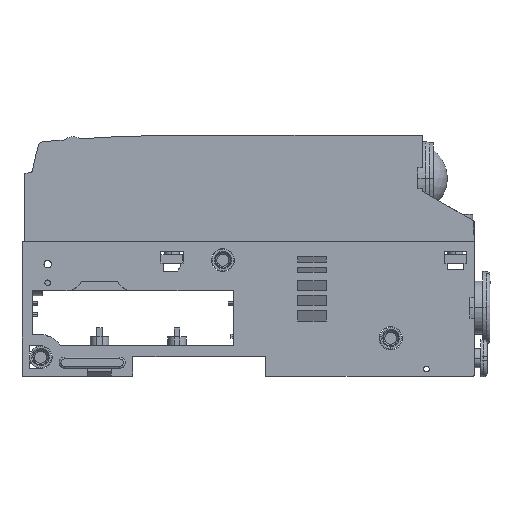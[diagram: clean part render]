
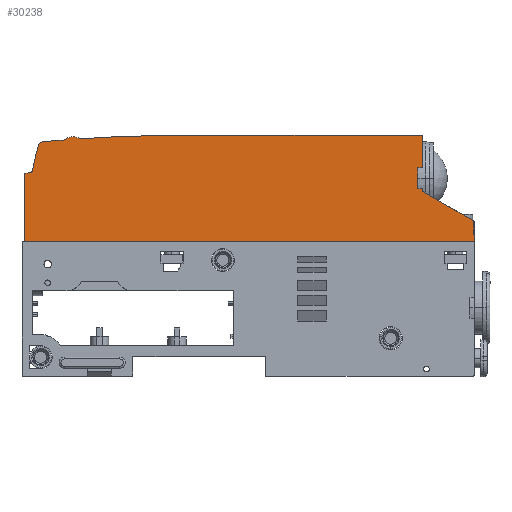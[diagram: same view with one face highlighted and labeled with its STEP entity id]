
A CAD part, top view. The second image highlights one B-rep face of the part: STEP entity #30238.
In plain terms, the highlighted planar face has unit normal (0, 0, 1).
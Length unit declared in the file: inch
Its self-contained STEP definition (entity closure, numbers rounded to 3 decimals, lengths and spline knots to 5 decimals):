
#127 = LINE ( 'NONE', #30387, #26124 ) ;
#192 = CARTESIAN_POINT ( 'NONE',  ( 0.09597, 2.15704, 0.3937 ) ) ;
#219 = DIRECTION ( 'NONE',  ( 0.866, -0.5, 0. ) ) ;
#361 = CARTESIAN_POINT ( 'NONE',  ( 4.18898, 2.20472, 0.3937 ) ) ;
#371 = EDGE_CURVE ( 'NONE', #29497, #8136, #26927, .T. ) ;
#531 = DIRECTION ( 'NONE',  ( 0.052, -0.999, 0. ) ) ;
#1064 = LINE ( 'NONE', #9087, #8470 ) ;
#1130 = AXIS2_PLACEMENT_3D ( 'NONE', #2364, #27868, #16563 ) ;
#1325 = ORIENTED_EDGE ( 'NONE', *, *, #7466, .F. ) ;
#1480 = CARTESIAN_POINT ( 'NONE',  ( 4.7874, 1.4252, 0.3937 ) ) ;
#1621 = EDGE_CURVE ( 'NONE', #22434, #30604, #16909, .T. ) ;
#2077 = PLANE ( 'NONE',  #8869 ) ;
#2257 = ORIENTED_EDGE ( 'NONE', *, *, #34280, .T. ) ;
#2364 = CARTESIAN_POINT ( 'NONE',  ( 1.66929, -13.20079, 0.3937 ) ) ;
#2440 = DIRECTION ( 'NONE',  ( 1., 0., 0. ) ) ;
#2896 = AXIS2_PLACEMENT_3D ( 'NONE', #30148, #7915, #2440 ) ;
#2913 = EDGE_CURVE ( 'NONE', #33363, #29497, #1064, .T. ) ;
#3053 = DIRECTION ( 'NONE',  ( 0., -1., 0. ) ) ;
#3250 = DIRECTION ( 'NONE',  ( 0., -1., 0. ) ) ;
#3651 = DIRECTION ( 'NONE',  ( 1., 0., 0. ) ) ;
#3944 = EDGE_LOOP ( 'NONE', ( #9533, #9791, #4627, #2257, #21797, #7727, #31441, #28745, #10492, #22793, #26847, #8642, #1325, #28573, #15579, #20765, #35716 ) ) ;
#4627 = ORIENTED_EDGE ( 'NONE', *, *, #28294, .T. ) ;
#4969 = EDGE_CURVE ( 'NONE', #6100, #35014, #17095, .T. ) ;
#5322 = VERTEX_POINT ( 'NONE', #9699 ) ;
#5769 = DIRECTION ( 'NONE',  ( 0., -1., 0. ) ) ;
#5982 = EDGE_CURVE ( 'NONE', #30604, #28199, #35449, .T. ) ;
#6100 = VERTEX_POINT ( 'NONE', #30792 ) ;
#6383 = EDGE_CURVE ( 'NONE', #8136, #13943, #127, .T. ) ;
#6945 = VECTOR ( 'NONE', #28315, 39.37008 ) ;
#7109 = DIRECTION ( 'NONE',  ( 0., 0., 1. ) ) ;
#7349 = DIRECTION ( 'NONE',  ( 1., 0., 0. ) ) ;
#7360 = AXIS2_PLACEMENT_3D ( 'NONE', #23354, #29552, #34834 ) ;
#7466 = EDGE_CURVE ( 'NONE', #20082, #33079, #14374, .T. ) ;
#7625 = LINE ( 'NONE', #24568, #11970 ) ;
#7727 = ORIENTED_EDGE ( 'NONE', *, *, #5982, .T. ) ;
#7820 = DIRECTION ( 'NONE',  ( 1., 0., 0. ) ) ;
#7915 = DIRECTION ( 'NONE',  ( 0., 0., 1. ) ) ;
#8136 = VERTEX_POINT ( 'NONE', #8635 ) ;
#8146 = CARTESIAN_POINT ( 'NONE',  ( 4.18898, 1.98425, 0.3937 ) ) ;
#8296 = EDGE_CURVE ( 'NONE', #5322, #17929, #34609, .T. ) ;
#8470 = VECTOR ( 'NONE', #25854, 39.37008 ) ;
#8635 = CARTESIAN_POINT ( 'NONE',  ( 4.23622, 1.98425, 0.3937 ) ) ;
#8642 = ORIENTED_EDGE ( 'NONE', *, *, #31092, .T. ) ;
#8656 = EDGE_CURVE ( 'NONE', #29131, #17929, #21827, .T. ) ;
#8797 = CARTESIAN_POINT ( 'NONE',  ( 4.23622, 2.54724, 0.3937 ) ) ;
#8869 = AXIS2_PLACEMENT_3D ( 'NONE', #33233, #18834, #21749 ) ;
#9022 = VECTOR ( 'NONE', #219, 39.37008 ) ;
#9087 = CARTESIAN_POINT ( 'NONE',  ( 4.18898, 2.20472, 0.3937 ) ) ;
#9533 = ORIENTED_EDGE ( 'NONE', *, *, #35968, .T. ) ;
#9692 = VECTOR ( 'NONE', #33108, 39.37008 ) ;
#9699 = CARTESIAN_POINT ( 'NONE',  ( 0.17439, 2.43954, 0.3937 ) ) ;
#9791 = ORIENTED_EDGE ( 'NONE', *, *, #23236, .F. ) ;
#10492 = ORIENTED_EDGE ( 'NONE', *, *, #8656, .F. ) ;
#11622 = CIRCLE ( 'NONE', #2896, 0.05906 ) ;
#11805 = CARTESIAN_POINT ( 'NONE',  ( 0.0315, 2.14567, 0.3937 ) ) ;
#11930 = DIRECTION ( 'NONE',  ( 1., 0., 0. ) ) ;
#11970 = VECTOR ( 'NONE', #29865, 39.37008 ) ;
#13043 = VERTEX_POINT ( 'NONE', #8797 ) ;
#13943 = VERTEX_POINT ( 'NONE', #34228 ) ;
#14012 = CARTESIAN_POINT ( 'NONE',  ( 0.53937, 2.42126, 0.3937 ) ) ;
#14066 = CARTESIAN_POINT ( 'NONE',  ( 4.23622, 1.95602, 0.3937 ) ) ;
#14374 = LINE ( 'NONE', #23119, #28088 ) ;
#14928 = CIRCLE ( 'NONE', #7360, 15.74803 ) ;
#15000 = DIRECTION ( 'NONE',  ( 0., 0., 1. ) ) ;
#15533 = LINE ( 'NONE', #18448, #19441 ) ;
#15579 = ORIENTED_EDGE ( 'NONE', *, *, #6383, .F. ) ;
#15700 = EDGE_CURVE ( 'NONE', #28199, #5322, #11622, .T. ) ;
#15965 = EDGE_CURVE ( 'NONE', #29131, #6100, #15533, .T. ) ;
#16546 = CARTESIAN_POINT ( 'NONE',  ( 0.4572, 2.50053, 0.3937 ) ) ;
#16563 = DIRECTION ( 'NONE',  ( 1., 0., 0. ) ) ;
#16909 = CIRCLE ( 'NONE', #25633, 0.11417 ) ;
#17095 = LINE ( 'NONE', #11805, #35276 ) ;
#17929 = VERTEX_POINT ( 'NONE', #32080 ) ;
#18448 = CARTESIAN_POINT ( 'NONE',  ( 0.09597, 2.15704, 0.3937 ) ) ;
#18834 = DIRECTION ( 'NONE',  ( 0., 0., 1. ) ) ;
#18880 = AXIS2_PLACEMENT_3D ( 'NONE', #34879, #15000, #7349 ) ;
#19441 = VECTOR ( 'NONE', #26655, 39.37008 ) ;
#19936 = LINE ( 'NONE', #31422, #6945 ) ;
#20082 = VERTEX_POINT ( 'NONE', #22619 ) ;
#20765 = ORIENTED_EDGE ( 'NONE', *, *, #371, .F. ) ;
#21749 = DIRECTION ( 'NONE',  ( 1., 0., 0. ) ) ;
#21797 = ORIENTED_EDGE ( 'NONE', *, *, #1621, .T. ) ;
#21827 = CIRCLE ( 'NONE', #30553, 0.01969 ) ;
#22434 = VERTEX_POINT ( 'NONE', #25381 ) ;
#22619 = CARTESIAN_POINT ( 'NONE',  ( 4.77591, 1.64443, 0.3937 ) ) ;
#22793 = ORIENTED_EDGE ( 'NONE', *, *, #15965, .T. ) ;
#22864 = LINE ( 'NONE', #28343, #29874 ) ;
#23119 = CARTESIAN_POINT ( 'NONE',  ( 4.77591, 1.64443, 0.3937 ) ) ;
#23236 = EDGE_CURVE ( 'NONE', #13043, #33172, #36069, .T. ) ;
#23350 = CARTESIAN_POINT ( 'NONE',  ( 4.23622, 2.20472, 0.3937 ) ) ;
#23354 = CARTESIAN_POINT ( 'NONE',  ( 1.66929, -13.20079, 0.3937 ) ) ;
#23665 = CARTESIAN_POINT ( 'NONE',  ( 0.2254, 2.48091, 0.3937 ) ) ;
#24568 = CARTESIAN_POINT ( 'NONE',  ( 4.7874, 2.54724, 0.3937 ) ) ;
#25381 = CARTESIAN_POINT ( 'NONE',  ( 0.60928, 2.51153, 0.3937 ) ) ;
#25633 = AXIS2_PLACEMENT_3D ( 'NONE', #14012, #33510, #7820 ) ;
#25854 = DIRECTION ( 'NONE',  ( 0., -1., 0. ) ) ;
#26124 = VECTOR ( 'NONE', #5769, 39.37008 ) ;
#26655 = DIRECTION ( 'NONE',  ( -0.985, -0.174, 0. ) ) ;
#26721 = VECTOR ( 'NONE', #3053, 39.37008 ) ;
#26847 = ORIENTED_EDGE ( 'NONE', *, *, #4969, .T. ) ;
#26927 = LINE ( 'NONE', #8146, #9692 ) ;
#27314 = CARTESIAN_POINT ( 'NONE',  ( 4.18898, 1.98425, 0.3937 ) ) ;
#27868 = DIRECTION ( 'NONE',  ( 0., 0., 1. ) ) ;
#28088 = VECTOR ( 'NONE', #531, 39.37008 ) ;
#28096 = LINE ( 'NONE', #14066, #9022 ) ;
#28199 = VERTEX_POINT ( 'NONE', #23665 ) ;
#28294 = EDGE_CURVE ( 'NONE', #13043, #32836, #7625, .T. ) ;
#28315 = DIRECTION ( 'NONE',  ( 1., 0., 0. ) ) ;
#28343 = CARTESIAN_POINT ( 'NONE',  ( 0.0315, 1.4252, 0.3937 ) ) ;
#28573 = ORIENTED_EDGE ( 'NONE', *, *, #33031, .F. ) ;
#28745 = ORIENTED_EDGE ( 'NONE', *, *, #8296, .T. ) ;
#29131 = VERTEX_POINT ( 'NONE', #192 ) ;
#29497 = VERTEX_POINT ( 'NONE', #27314 ) ;
#29552 = DIRECTION ( 'NONE',  ( 0., 0., 1. ) ) ;
#29865 = DIRECTION ( 'NONE',  ( -1., 0., 0. ) ) ;
#29874 = VECTOR ( 'NONE', #11930, 39.37008 ) ;
#30148 = CARTESIAN_POINT ( 'NONE',  ( 0.23081, 2.4221, 0.3937 ) ) ;
#30238 = ADVANCED_FACE ( 'NONE', ( #30329 ), #2077, .T. ) ;
#30329 = FACE_OUTER_BOUND ( 'NONE', #3944, .T. ) ;
#30387 = CARTESIAN_POINT ( 'NONE',  ( 4.23622, 2.99213, 0.3937 ) ) ;
#30553 = AXIS2_PLACEMENT_3D ( 'NONE', #34811, #7109, #3651 ) ;
#30590 = CARTESIAN_POINT ( 'NONE',  ( 0.0315, 1.4252, 0.3937 ) ) ;
#30596 = CARTESIAN_POINT ( 'NONE',  ( 4.23622, 2.99213, 0.3937 ) ) ;
#30604 = VERTEX_POINT ( 'NONE', #16546 ) ;
#30792 = CARTESIAN_POINT ( 'NONE',  ( 0.0315, 2.14567, 0.3937 ) ) ;
#31092 = EDGE_CURVE ( 'NONE', #35014, #33079, #22864, .T. ) ;
#31422 = CARTESIAN_POINT ( 'NONE',  ( 4.18898, 2.20472, 0.3937 ) ) ;
#31441 = ORIENTED_EDGE ( 'NONE', *, *, #15700, .T. ) ;
#32080 = CARTESIAN_POINT ( 'NONE',  ( 0.11198, 2.17327, 0.3937 ) ) ;
#32836 = VERTEX_POINT ( 'NONE', #33027 ) ;
#33027 = CARTESIAN_POINT ( 'NONE',  ( 1.66929, 2.54724, 0.3937 ) ) ;
#33031 = EDGE_CURVE ( 'NONE', #13943, #20082, #28096, .T. ) ;
#33079 = VERTEX_POINT ( 'NONE', #1480 ) ;
#33108 = DIRECTION ( 'NONE',  ( 1., 0., 0. ) ) ;
#33172 = VERTEX_POINT ( 'NONE', #23350 ) ;
#33233 = CARTESIAN_POINT ( 'NONE',  ( 1.66929, -13.20079, 0.3937 ) ) ;
#33363 = VERTEX_POINT ( 'NONE', #361 ) ;
#33510 = DIRECTION ( 'NONE',  ( 0., 0., 1. ) ) ;
#34228 = CARTESIAN_POINT ( 'NONE',  ( 4.23622, 1.95602, 0.3937 ) ) ;
#34280 = EDGE_CURVE ( 'NONE', #32836, #22434, #14928, .T. ) ;
#34609 = CIRCLE ( 'NONE', #18880, 1.9685 ) ;
#34811 = CARTESIAN_POINT ( 'NONE',  ( 0.09255, 2.17642, 0.3937 ) ) ;
#34834 = DIRECTION ( 'NONE',  ( 1., 0., 0. ) ) ;
#34879 = CARTESIAN_POINT ( 'NONE',  ( 2.05512, 1.85827, 0.3937 ) ) ;
#35014 = VERTEX_POINT ( 'NONE', #30590 ) ;
#35276 = VECTOR ( 'NONE', #3250, 39.37008 ) ;
#35449 = CIRCLE ( 'NONE', #1130, 15.74803 ) ;
#35716 = ORIENTED_EDGE ( 'NONE', *, *, #2913, .F. ) ;
#35968 = EDGE_CURVE ( 'NONE', #33363, #33172, #19936, .T. ) ;
#36069 = LINE ( 'NONE', #30596, #26721 ) ;
